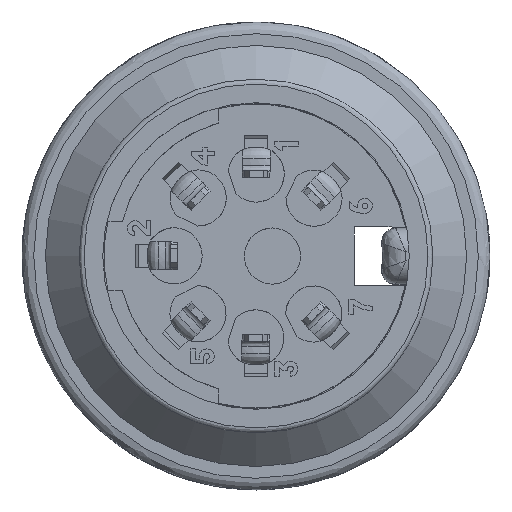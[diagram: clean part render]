
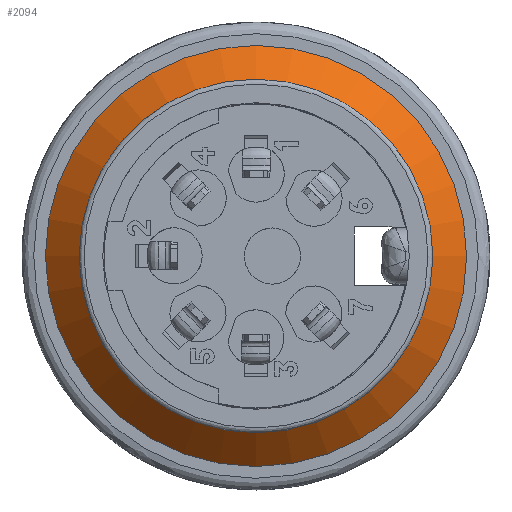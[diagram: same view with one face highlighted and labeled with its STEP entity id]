
A CAD part, left-side view. The second image highlights one B-rep face of the part: STEP entity #2094.
In plain terms, the highlighted conical face has half-angle 45 degrees and reference radius 7.55 mm.
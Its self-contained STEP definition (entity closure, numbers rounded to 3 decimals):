
#1468=CONICAL_SURFACE('',#9972,7.55,45.);
#1506=FACE_BOUND('',#3243,.T.);
#1507=FACE_BOUND('',#3244,.T.);
#2094=ADVANCED_FACE('',(#1506,#1507),#1468,.T.);
#3243=EDGE_LOOP('',(#5313));
#3244=EDGE_LOOP('',(#5314));
#5313=ORIENTED_EDGE('',*,*,#8545,.T.);
#5314=ORIENTED_EDGE('',*,*,#8546,.F.);
#7700=VERTEX_POINT('',#14291);
#7701=VERTEX_POINT('',#14294);
#8545=EDGE_CURVE('',#7700,#7700,#9687,.T.);
#8546=EDGE_CURVE('',#7701,#7701,#9688,.T.);
#9687=CIRCLE('',#9969,7.55);
#9688=CIRCLE('',#9971,9.);
#9969=AXIS2_PLACEMENT_3D('',#14290,#10669,#10670);
#9971=AXIS2_PLACEMENT_3D('',#14293,#10673,#10674);
#9972=AXIS2_PLACEMENT_3D('',#14295,#10675,#10676);
#10669=DIRECTION('',(1.,0.,0.));
#10670=DIRECTION('',(0.,-1.,-0.002));
#10673=DIRECTION('',(1.,0.,0.));
#10674=DIRECTION('',(0.,-1.,-0.002));
#10675=DIRECTION('',(1.,0.,0.));
#10676=DIRECTION('',(0.,-1.,-0.002));
#14290=CARTESIAN_POINT('',(-3.45,0.,0.));
#14291=CARTESIAN_POINT('',(-3.45,-7.55,-0.014));
#14293=CARTESIAN_POINT('',(-2.,0.,0.));
#14294=CARTESIAN_POINT('',(-2.,-9.,-0.017));
#14295=CARTESIAN_POINT('',(-3.45,0.,0.));
